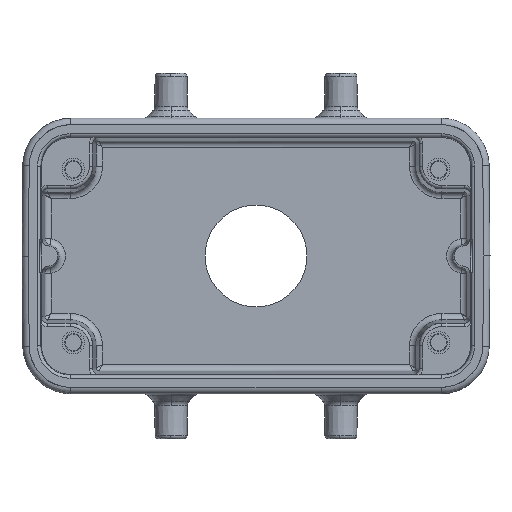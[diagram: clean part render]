
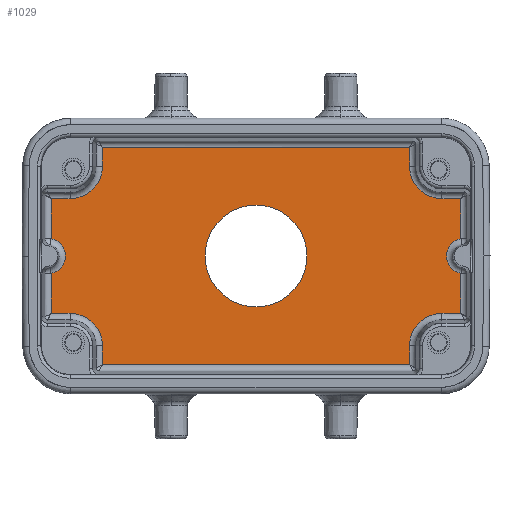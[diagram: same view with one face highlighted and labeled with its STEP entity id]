
A CAD part, front view. The second image highlights one B-rep face of the part: STEP entity #1029.
In plain terms, the highlighted planar face has unit normal (0, -1, 0).
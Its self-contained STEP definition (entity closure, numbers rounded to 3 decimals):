
#175=CIRCLE('',#8382,2.772);
#187=CIRCLE('',#8405,5.054);
#190=CIRCLE('',#8412,5.054);
#191=CIRCLE('',#8413,2.772);
#192=CIRCLE('',#8414,5.054);
#193=CIRCLE('',#8415,5.054);
#194=CIRCLE('',#8416,7.95);
#195=CIRCLE('',#8417,7.95);
#855=FACE_BOUND('',#2244,.T.);
#856=FACE_BOUND('',#2245,.T.);
#1029=ADVANCED_FACE('',(#855,#856),#1444,.T.);
#1444=PLANE('',#8418);
#2244=EDGE_LOOP('',(#3302,#3303,#3304,#3305,#3306,#3307,#3308,#3309,#3310,
#3311,#3312,#3313,#3314,#3315,#3316,#3317,#3318,#3319,#3320,#3321));
#2245=EDGE_LOOP('',(#3322,#3323));
#3302=ORIENTED_EDGE('',*,*,#6125,.F.);
#3303=ORIENTED_EDGE('',*,*,#6149,.T.);
#3304=ORIENTED_EDGE('',*,*,#6160,.T.);
#3305=ORIENTED_EDGE('',*,*,#6163,.F.);
#3306=ORIENTED_EDGE('',*,*,#6171,.T.);
#3307=ORIENTED_EDGE('',*,*,#6172,.T.);
#3308=ORIENTED_EDGE('',*,*,#6173,.T.);
#3309=ORIENTED_EDGE('',*,*,#6174,.F.);
#3310=ORIENTED_EDGE('',*,*,#6175,.T.);
#3311=ORIENTED_EDGE('',*,*,#6176,.T.);
#3312=ORIENTED_EDGE('',*,*,#6177,.F.);
#3313=ORIENTED_EDGE('',*,*,#6178,.T.);
#3314=ORIENTED_EDGE('',*,*,#6179,.T.);
#3315=ORIENTED_EDGE('',*,*,#6180,.F.);
#3316=ORIENTED_EDGE('',*,*,#6181,.T.);
#3317=ORIENTED_EDGE('',*,*,#6182,.T.);
#3318=ORIENTED_EDGE('',*,*,#6183,.T.);
#3319=ORIENTED_EDGE('',*,*,#6184,.F.);
#3320=ORIENTED_EDGE('',*,*,#6185,.T.);
#3321=ORIENTED_EDGE('',*,*,#6129,.T.);
#3322=ORIENTED_EDGE('',*,*,#6186,.F.);
#3323=ORIENTED_EDGE('',*,*,#6187,.F.);
#5274=VERTEX_POINT('',#12989);
#5275=VERTEX_POINT('',#12991);
#5277=VERTEX_POINT('',#13002);
#5291=VERTEX_POINT('',#13209);
#5297=VERTEX_POINT('',#13367);
#5298=VERTEX_POINT('',#13371);
#5303=VERTEX_POINT('',#13390);
#5304=VERTEX_POINT('',#13394);
#5305=VERTEX_POINT('',#13396);
#5306=VERTEX_POINT('',#13398);
#5307=VERTEX_POINT('',#13400);
#5308=VERTEX_POINT('',#13402);
#5309=VERTEX_POINT('',#13404);
#5310=VERTEX_POINT('',#13406);
#5311=VERTEX_POINT('',#13408);
#5312=VERTEX_POINT('',#13410);
#5313=VERTEX_POINT('',#13412);
#5314=VERTEX_POINT('',#13414);
#5315=VERTEX_POINT('',#13416);
#5316=VERTEX_POINT('',#13418);
#5317=VERTEX_POINT('',#13421);
#5318=VERTEX_POINT('',#13422);
#6125=EDGE_CURVE('',#5274,#5275,#175,.T.);
#6129=EDGE_CURVE('',#5277,#5275,#7142,.T.);
#6149=EDGE_CURVE('',#5274,#5291,#7150,.T.);
#6160=EDGE_CURVE('',#5291,#5297,#7155,.T.);
#6163=EDGE_CURVE('',#5298,#5297,#187,.T.);
#6171=EDGE_CURVE('',#5298,#5303,#7160,.T.);
#6172=EDGE_CURVE('',#5303,#5304,#7161,.T.);
#6173=EDGE_CURVE('',#5304,#5305,#7162,.T.);
#6174=EDGE_CURVE('',#5306,#5305,#190,.T.);
#6175=EDGE_CURVE('',#5306,#5307,#7163,.T.);
#6176=EDGE_CURVE('',#5307,#5308,#7164,.T.);
#6177=EDGE_CURVE('',#5309,#5308,#191,.T.);
#6178=EDGE_CURVE('',#5309,#5310,#7165,.T.);
#6179=EDGE_CURVE('',#5310,#5311,#7166,.T.);
#6180=EDGE_CURVE('',#5312,#5311,#192,.T.);
#6181=EDGE_CURVE('',#5312,#5313,#7167,.T.);
#6182=EDGE_CURVE('',#5313,#5314,#7168,.T.);
#6183=EDGE_CURVE('',#5314,#5315,#7169,.T.);
#6184=EDGE_CURVE('',#5316,#5315,#193,.T.);
#6185=EDGE_CURVE('',#5316,#5277,#7170,.T.);
#6186=EDGE_CURVE('',#5317,#5318,#194,.T.);
#6187=EDGE_CURVE('',#5318,#5317,#195,.T.);
#7142=LINE('',#13001,#7796);
#7150=LINE('',#13208,#7804);
#7155=LINE('',#13366,#7809);
#7160=LINE('',#13391,#7814);
#7161=LINE('',#13393,#7815);
#7162=LINE('',#13395,#7816);
#7163=LINE('',#13399,#7817);
#7164=LINE('',#13401,#7818);
#7165=LINE('',#13405,#7819);
#7166=LINE('',#13407,#7820);
#7167=LINE('',#13411,#7821);
#7168=LINE('',#13413,#7822);
#7169=LINE('',#13415,#7823);
#7170=LINE('',#13419,#7824);
#7796=VECTOR('',#9412,1.);
#7804=VECTOR('',#9436,1.);
#7809=VECTOR('',#9455,1.);
#7814=VECTOR('',#9478,1.);
#7815=VECTOR('',#9481,1.);
#7816=VECTOR('',#9482,1.);
#7817=VECTOR('',#9485,1.);
#7818=VECTOR('',#9486,1.);
#7819=VECTOR('',#9489,1.);
#7820=VECTOR('',#9490,1.);
#7821=VECTOR('',#9493,1.);
#7822=VECTOR('',#9494,1.);
#7823=VECTOR('',#9495,1.);
#7824=VECTOR('',#9498,1.);
#8382=AXIS2_PLACEMENT_3D('',#12990,#9402,#9403);
#8405=AXIS2_PLACEMENT_3D('',#13373,#9462,#9463);
#8412=AXIS2_PLACEMENT_3D('',#13397,#9483,#9484);
#8413=AXIS2_PLACEMENT_3D('',#13403,#9487,#9488);
#8414=AXIS2_PLACEMENT_3D('',#13409,#9491,#9492);
#8415=AXIS2_PLACEMENT_3D('',#13417,#9496,#9497);
#8416=AXIS2_PLACEMENT_3D('',#13420,#9499,#9500);
#8417=AXIS2_PLACEMENT_3D('',#13423,#9501,#9502);
#8418=AXIS2_PLACEMENT_3D('',#13424,#9503,#9504);
#9402=DIRECTION('',(0.,-1.,0.));
#9403=DIRECTION('',(-0.2,0.,0.98));
#9412=DIRECTION('',(0.,0.,1.));
#9436=DIRECTION('',(0.,0.,1.));
#9455=DIRECTION('',(-1.,0.,0.));
#9462=DIRECTION('',(0.,-1.,0.));
#9463=DIRECTION('',(-1.,0.,0.));
#9478=DIRECTION('',(0.,0.,1.));
#9481=DIRECTION('',(-1.,0.,0.));
#9482=DIRECTION('',(0.,0.,-1.));
#9483=DIRECTION('',(0.,-1.,0.));
#9484=DIRECTION('',(0.,0.,-1.));
#9485=DIRECTION('',(-1.,0.,0.));
#9486=DIRECTION('',(0.,0.,-1.));
#9487=DIRECTION('',(0.,-1.,0.));
#9488=DIRECTION('',(0.2,0.,-0.98));
#9489=DIRECTION('',(0.,0.,-1.));
#9490=DIRECTION('',(1.,0.,0.));
#9491=DIRECTION('',(0.,-1.,0.));
#9492=DIRECTION('',(1.,0.,0.));
#9493=DIRECTION('',(0.,0.,-1.));
#9494=DIRECTION('',(1.,0.,0.));
#9495=DIRECTION('',(0.,0.,1.));
#9496=DIRECTION('',(0.,-1.,0.));
#9497=DIRECTION('',(0.,0.,1.));
#9498=DIRECTION('',(1.,0.,0.));
#9499=DIRECTION('',(0.,-1.,0.));
#9500=DIRECTION('',(-1.,0.,0.));
#9501=DIRECTION('',(0.,-1.,0.));
#9502=DIRECTION('',(1.,0.,0.));
#9503=DIRECTION('',(0.,-1.,0.));
#9504=DIRECTION('',(0.,0.,-1.));
#12989=CARTESIAN_POINT('',(31.947,19.35,2.716));
#12990=CARTESIAN_POINT('',(32.5,19.35,0.));
#12991=CARTESIAN_POINT('',(31.947,19.35,-2.716));
#13001=CARTESIAN_POINT('',(31.947,19.35,-8.947));
#13002=CARTESIAN_POINT('',(31.947,19.35,-8.947));
#13208=CARTESIAN_POINT('',(31.947,19.35,2.716));
#13209=CARTESIAN_POINT('',(31.947,19.35,8.947));
#13366=CARTESIAN_POINT('',(31.947,19.35,8.947));
#13367=CARTESIAN_POINT('',(29.,19.35,8.946));
#13371=CARTESIAN_POINT('',(23.947,19.35,14.));
#13373=CARTESIAN_POINT('',(29.,19.35,14.));
#13390=CARTESIAN_POINT('',(23.947,19.35,16.947));
#13391=CARTESIAN_POINT('',(23.947,19.35,14.));
#13393=CARTESIAN_POINT('',(23.947,19.35,16.947));
#13394=CARTESIAN_POINT('',(-23.947,19.35,16.947));
#13395=CARTESIAN_POINT('',(-23.947,19.35,16.947));
#13396=CARTESIAN_POINT('',(-23.946,19.35,14.));
#13397=CARTESIAN_POINT('',(-29.,19.35,14.));
#13398=CARTESIAN_POINT('',(-29.,19.35,8.947));
#13399=CARTESIAN_POINT('',(-29.,19.35,8.947));
#13400=CARTESIAN_POINT('',(-31.947,19.35,8.947));
#13401=CARTESIAN_POINT('',(-31.947,19.35,8.947));
#13402=CARTESIAN_POINT('',(-31.947,19.35,2.716));
#13403=CARTESIAN_POINT('',(-32.5,19.35,0.));
#13404=CARTESIAN_POINT('',(-31.947,19.35,-2.717));
#13405=CARTESIAN_POINT('',(-31.947,19.35,-2.716));
#13406=CARTESIAN_POINT('',(-31.947,19.35,-8.947));
#13407=CARTESIAN_POINT('',(-31.947,19.35,-8.947));
#13408=CARTESIAN_POINT('',(-29.,19.35,-8.947));
#13409=CARTESIAN_POINT('',(-29.,19.35,-14.));
#13410=CARTESIAN_POINT('',(-23.946,19.35,-14.));
#13411=CARTESIAN_POINT('',(-23.947,19.35,-14.));
#13412=CARTESIAN_POINT('',(-23.947,19.35,-16.947));
#13413=CARTESIAN_POINT('',(-23.947,19.35,-16.947));
#13414=CARTESIAN_POINT('',(23.947,19.35,-16.947));
#13415=CARTESIAN_POINT('',(23.947,19.35,-16.947));
#13416=CARTESIAN_POINT('',(23.946,19.35,-14.));
#13417=CARTESIAN_POINT('',(29.,19.35,-14.));
#13418=CARTESIAN_POINT('',(29.,19.35,-8.947));
#13419=CARTESIAN_POINT('',(29.,19.35,-8.947));
#13420=CARTESIAN_POINT('',(0.,19.35,0.));
#13421=CARTESIAN_POINT('',(-7.95,19.35,0.));
#13422=CARTESIAN_POINT('',(7.95,19.35,0.));
#13423=CARTESIAN_POINT('',(0.,19.35,0.));
#13424=CARTESIAN_POINT('',(0.,19.35,-21.5));
